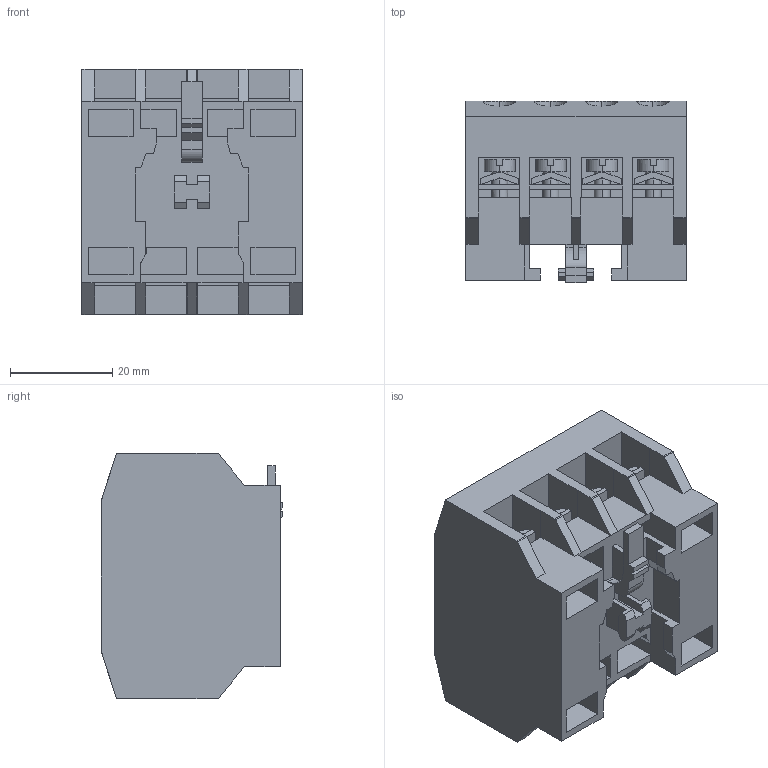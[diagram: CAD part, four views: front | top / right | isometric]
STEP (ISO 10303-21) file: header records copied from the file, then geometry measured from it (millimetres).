
FILE_DESCRIPTION (( 'STEP AP203' ), '1' );
FILE_NAME ('HMX1-AUX13-F.step', '2022-11-01T18:15:02', ( '' ), ( '' ), 'SwSTEP 2.0', 'SolidWorks 2021', '' );
FILE_SCHEMA (( 'CONFIG_CONTROL_DESIGN' ));
Length unit declared in the file: inch
Products named in the file (1): HMX1-AUX13-F
Bounding box: 43 x 35.5 x 48 mm (x, y, z)
Volume: 46883.1 mm3; surface area: 20730.9 mm2
Topology: 9 solids, 9 shells, 536 faces, 1511 edges, 999 vertices
Faces by surface type: plane 426, cylinder 110
Entity records: 17336 total; most frequent: CARTESIAN_POINT 3455, ORIENTED_EDGE 3022, DIRECTION 2663, EDGE_CURVE 1511, LINE 1209, VECTOR 1209, VERTEX_POINT 999, AXIS2_PLACEMENT_3D 727
